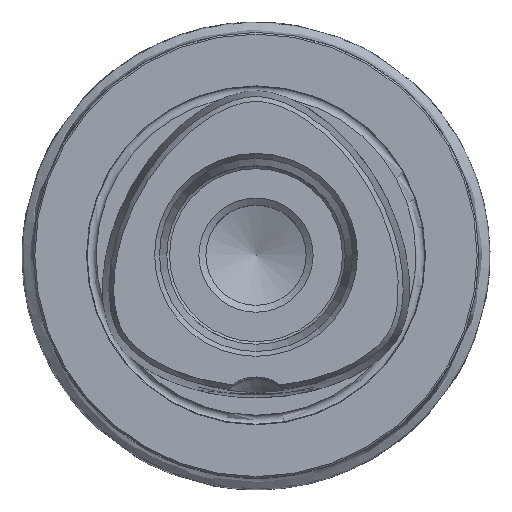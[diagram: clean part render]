
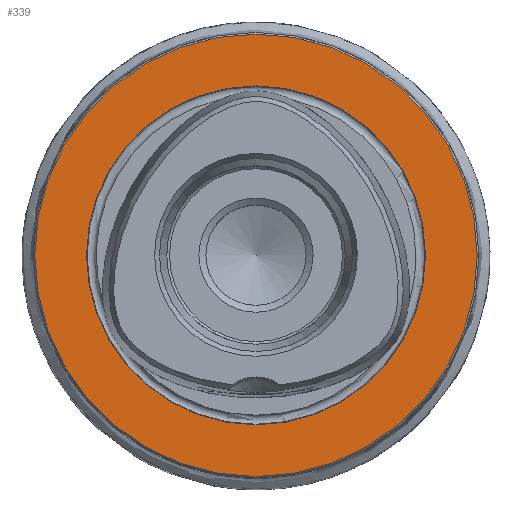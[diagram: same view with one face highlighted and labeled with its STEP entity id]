
A CAD part, top view. The second image highlights one B-rep face of the part: STEP entity #339.
In plain terms, the highlighted planar face has unit normal (0, 0, 1).
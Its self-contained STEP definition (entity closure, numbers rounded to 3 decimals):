
#252=PLANE('',#1346);
#339=ADVANCED_FACE('CU_E_LO_SU_1',(#451,#452),#252,.F.);
#451=FACE_BOUND('',#550,.T.);
#452=FACE_BOUND('',#551,.T.);
#550=EDGE_LOOP('',(#720));
#551=EDGE_LOOP('',(#721));
#720=ORIENTED_EDGE('',*,*,#1071,.F.);
#721=ORIENTED_EDGE('',*,*,#1070,.T.);
#960=VERTEX_POINT('',#7781);
#961=VERTEX_POINT('',#7784);
#1070=EDGE_CURVE('',#960,#960,#1153,.T.);
#1071=EDGE_CURVE('',#961,#961,#1154,.T.);
#1153=CIRCLE('',#1343,39.7);
#1154=CIRCLE('',#1345,30.414);
#1343=AXIS2_PLACEMENT_3D('',#7780,#1554,#1555);
#1345=AXIS2_PLACEMENT_3D('',#7783,#1558,#1559);
#1346=AXIS2_PLACEMENT_3D('',#7785,#1560,#1561);
#1554=DIRECTION('',(0.,0.,1.));
#1555=DIRECTION('',(1.,0.,0.));
#1558=DIRECTION('',(0.,0.,1.));
#1559=DIRECTION('',(1.,0.,0.));
#1560=DIRECTION('',(0.,0.,-1.));
#1561=DIRECTION('',(-1.,0.,0.));
#7780=CARTESIAN_POINT('',(0.,0.,
0.));
#7781=CARTESIAN_POINT('',(39.7,0.,0.));
#7783=CARTESIAN_POINT('',(0.,0.,
0.));
#7784=CARTESIAN_POINT('',(30.414,0.,0.));
#7785=CARTESIAN_POINT('',(0.,-39.7,0.));
